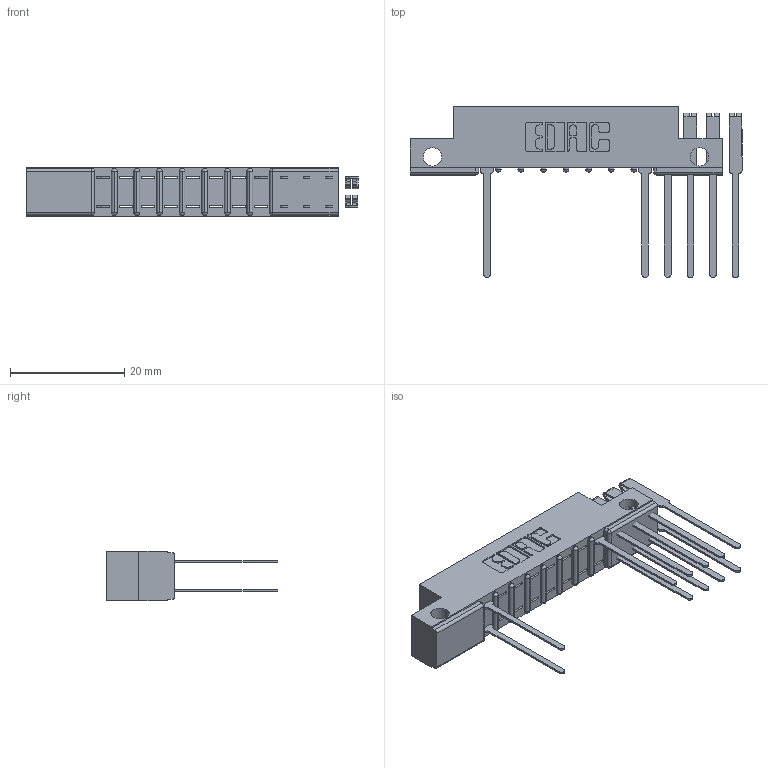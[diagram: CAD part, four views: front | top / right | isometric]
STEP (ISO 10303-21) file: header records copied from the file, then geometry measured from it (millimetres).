
FILE_DESCRIPTION (( 'STEP AP203' ), '1' );
FILE_NAME ('357-024-540-212.STEP', '2018-08-09T01:04:36', ( '' ), ( '' ), 'SwSTEP 2.0', 'SolidWorks 2016', '' );
FILE_SCHEMA (( 'CONFIG_CONTROL_DESIGN' ));
Length unit declared in the file: inch
Products named in the file (3): 307 Part_.128 Dia Side Mounting Holes; 307-290-001_540; 357-024-540-212
Assembly tree (12 placements, depth 2):
  357-024-540-212
    307 Part_.128 Dia Side Mounting Holes
    307-290-001_540  x11
Bounding box: 58.2 x 30 x 8.71 mm (x, y, z)
Volume: 3501.1 mm3; surface area: 5283.6 mm2
Topology: 12 solids, 12 shells, 683 faces, 1913 edges, 1234 vertices
Faces by surface type: plane 441, cylinder 224, sphere 18
Entity records: 11116 total; most frequent: CARTESIAN_POINT 1847, ORIENTED_EDGE 1830, DIRECTION 1819, EDGE_CURVE 915, VECTOR 687, LINE 687, VERTEX_POINT 594, AXIS2_PLACEMENT_3D 566
